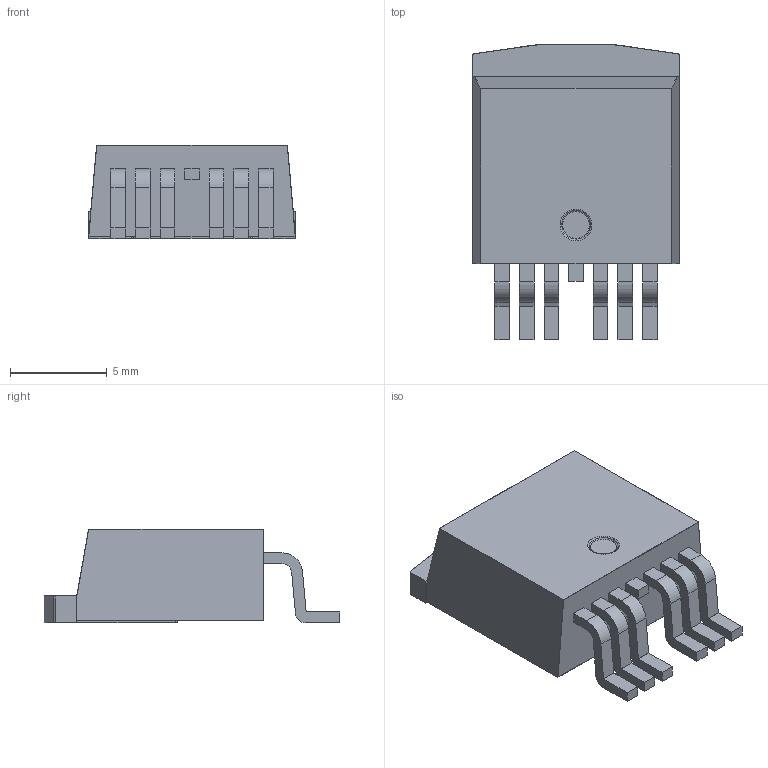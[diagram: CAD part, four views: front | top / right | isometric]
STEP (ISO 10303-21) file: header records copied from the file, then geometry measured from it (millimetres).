
FILE_DESCRIPTION (( 'STEP AP214' ), '1' );
FILE_NAME ('IRFS7530-7PPBF.STEP', '2024-09-21T05:16:08', ( '' ), ( '' ), 'SwSTEP 2.0', 'SolidWorks 2023', '' );
FILE_SCHEMA (( 'AUTOMOTIVE_DESIGN' ));
Length unit declared in the file: inch
Products named in the file (5): Head; Center pin; Leads; Body; IRFS7530-7PPBF
Assembly tree (4 placements, depth 2):
  IRFS7530-7PPBF
    Body
    Head
    Leads
    Center pin
Bounding box: 10.67 x 15.24 x 4.83 mm (x, y, z)
Volume: 497.9 mm3; surface area: 617 mm2
Topology: 9 solids, 9 shells, 171 faces, 430 edges, 262 vertices
Faces by surface type: plane 86, cylinder 57, bspline 28
Entity records: 7844 total; most frequent: CARTESIAN_POINT 1436, DIRECTION 834, ORIENTED_EDGE 828, EDGE_CURVE 414, AXIS2_PLACEMENT_3D 288, VERTEX_POINT 262, VECTOR 258, LINE 258
